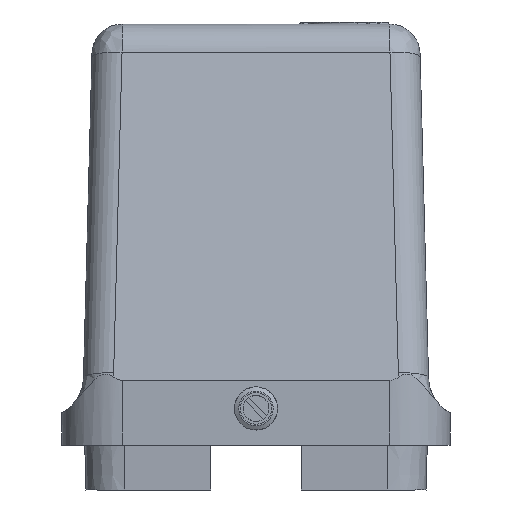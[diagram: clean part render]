
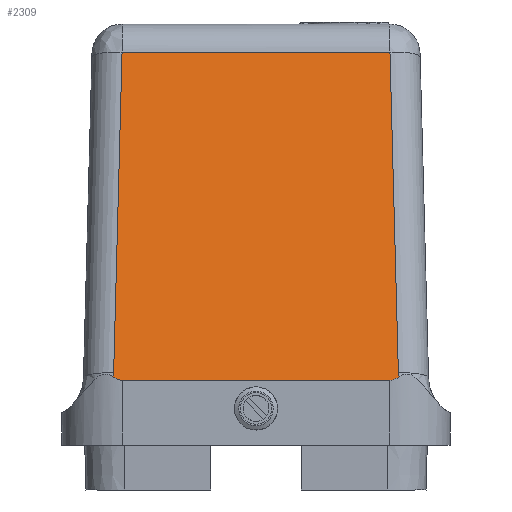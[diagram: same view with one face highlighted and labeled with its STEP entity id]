
A CAD part, left-side view. The second image highlights one B-rep face of the part: STEP entity #2309.
In plain terms, the highlighted planar face has unit normal (-0.982, 0, 0.191).
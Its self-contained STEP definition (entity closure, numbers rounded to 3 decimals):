
#1000=ELLIPSE('',#6494,73.372,14.);
#1001=ELLIPSE('',#6495,16.809,16.5);
#1002=ELLIPSE('',#6496,16.809,16.5);
#1003=ELLIPSE('',#6497,73.372,14.);
#1076=LINE('',#8545,#1577);
#1238=LINE('',#9022,#1739);
#1239=LINE('',#9024,#1740);
#1240=LINE('',#9026,#1741);
#1577=VECTOR('',#7031,1.);
#1739=VECTOR('',#7327,1.);
#1740=VECTOR('',#7328,1.);
#1741=VECTOR('',#7329,1.);
#2309=ADVANCED_FACE('',(#2816),#2606,.F.);
#2606=PLANE('',#6498);
#2816=FACE_OUTER_BOUND('',#3094,.T.);
#3094=EDGE_LOOP('',(#3748,#3749,#3750,#3751,#3752,#3753,#3754,#3755));
#3748=ORIENTED_EDGE('',*,*,#5651,.T.);
#3749=ORIENTED_EDGE('',*,*,#5652,.T.);
#3750=ORIENTED_EDGE('',*,*,#5653,.T.);
#3751=ORIENTED_EDGE('',*,*,#5654,.T.);
#3752=ORIENTED_EDGE('',*,*,#5655,.T.);
#3753=ORIENTED_EDGE('',*,*,#5656,.T.);
#3754=ORIENTED_EDGE('',*,*,#5657,.T.);
#3755=ORIENTED_EDGE('',*,*,#5441,.F.);
#4934=VERTEX_POINT('',#8544);
#4935=VERTEX_POINT('',#8546);
#5119=VERTEX_POINT('',#9019);
#5120=VERTEX_POINT('',#9021);
#5121=VERTEX_POINT('',#9023);
#5122=VERTEX_POINT('',#9025);
#5123=VERTEX_POINT('',#9027);
#5124=VERTEX_POINT('',#9029);
#5441=EDGE_CURVE('',#4934,#4935,#1076,.T.);
#5651=EDGE_CURVE('',#4934,#5119,#1000,.T.);
#5652=EDGE_CURVE('',#5119,#5120,#1001,.T.);
#5653=EDGE_CURVE('',#5120,#5121,#1238,.T.);
#5654=EDGE_CURVE('',#5121,#5122,#1239,.T.);
#5655=EDGE_CURVE('',#5122,#5123,#1240,.T.);
#5656=EDGE_CURVE('',#5123,#5124,#1002,.T.);
#5657=EDGE_CURVE('',#5124,#4935,#1003,.T.);
#6494=AXIS2_PLACEMENT_3D('',#9018,#7323,#7324);
#6495=AXIS2_PLACEMENT_3D('',#9020,#7325,#7326);
#6496=AXIS2_PLACEMENT_3D('',#9028,#7330,#7331);
#6497=AXIS2_PLACEMENT_3D('',#9030,#7332,#7333);
#6498=AXIS2_PLACEMENT_3D('',#9031,#7334,#7335);
#7031=DIRECTION('',(0.,1.,0.));
#7323=DIRECTION('',(-0.982,0.,0.191));
#7324=DIRECTION('',(-0.191,0.,-0.982));
#7325=DIRECTION('',(0.982,0.,-0.191));
#7326=DIRECTION('',(-0.191,0.,-0.982));
#7327=DIRECTION('',(0.191,0.026,0.981));
#7328=DIRECTION('',(0.,1.,0.));
#7329=DIRECTION('',(-0.191,0.026,-0.981));
#7330=DIRECTION('',(0.982,0.,-0.191));
#7331=DIRECTION('',(-0.191,0.,-0.982));
#7332=DIRECTION('',(-0.982,0.,0.191));
#7333=DIRECTION('',(-0.191,0.,-0.982));
#7334=DIRECTION('',(0.982,0.,-0.191));
#7335=DIRECTION('',(-0.191,0.,-0.982));
#8544=CARTESIAN_POINT('',(-66.,-31.,6.1));
#8545=CARTESIAN_POINT('',(-66.,-45.1,6.1));
#8546=CARTESIAN_POINT('',(-66.,31.,6.1));
#9018=CARTESIAN_POINT('',(-52.,-31.,78.124));
#9019=CARTESIAN_POINT('',(-65.848,-33.058,6.883));
#9020=CARTESIAN_POINT('',(-65.572,-49.497,8.304));
#9021=CARTESIAN_POINT('',(-65.656,-33.002,7.872));
#9022=CARTESIAN_POINT('',(-50.014,-30.895,88.342));
#9023=CARTESIAN_POINT('',(-51.203,-31.055,82.226));
#9024=CARTESIAN_POINT('',(-51.203,-45.1,82.226));
#9025=CARTESIAN_POINT('',(-51.203,31.055,82.226));
#9026=CARTESIAN_POINT('',(-49.572,30.836,90.616));
#9027=CARTESIAN_POINT('',(-65.656,33.002,7.872));
#9028=CARTESIAN_POINT('',(-65.572,49.497,8.304));
#9029=CARTESIAN_POINT('',(-65.848,33.058,6.883));
#9030=CARTESIAN_POINT('',(-52.,31.,78.124));
#9031=CARTESIAN_POINT('',(-49.944,-45.1,88.7));
